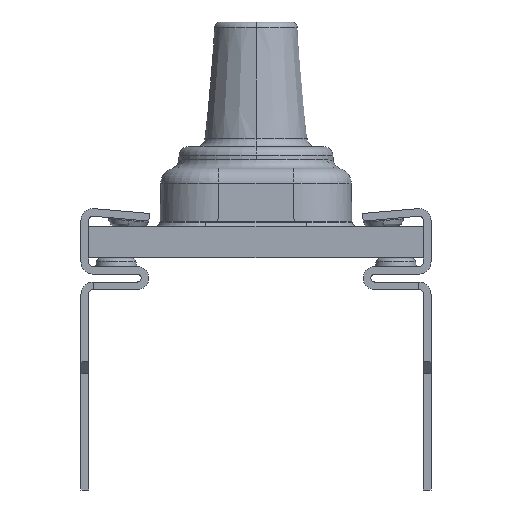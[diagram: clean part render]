
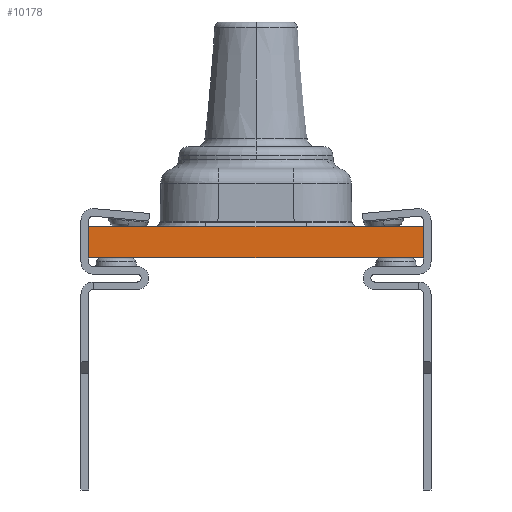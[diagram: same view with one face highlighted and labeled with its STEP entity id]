
A CAD part, front view. The second image highlights one B-rep face of the part: STEP entity #10178.
In plain terms, the highlighted planar face has unit normal (0, -1, 0).
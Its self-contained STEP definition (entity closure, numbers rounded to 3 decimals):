
#131=DIRECTION('',(-1.,0.,0.));
#132=VECTOR('',#131,11.);
#133=CARTESIAN_POINT('',(33.1,-44.,-1.02));
#134=LINE('',#133,#132);
#1697=DIRECTION('',(0.,0.,-1.));
#1698=VECTOR('',#1697,1.02);
#1699=CARTESIAN_POINT('',(33.1,-44.,0.));
#1700=LINE('',#1699,#1698);
#3313=DIRECTION('',(0.,0.,-1.));
#3314=VECTOR('',#3313,1.02);
#3315=CARTESIAN_POINT('',(22.1,-44.,0.));
#3316=LINE('',#3315,#3314);
#3317=DIRECTION('',(-1.,0.,0.));
#3318=VECTOR('',#3317,11.);
#3319=CARTESIAN_POINT('',(33.1,-44.,0.));
#3320=LINE('',#3319,#3318);
#4747=CARTESIAN_POINT('',(33.1,-44.,0.));
#4748=CARTESIAN_POINT('',(22.1,-44.,0.));
#4749=VERTEX_POINT('',#4747);
#4750=VERTEX_POINT('',#4748);
#4755=CARTESIAN_POINT('',(22.1,-44.,-1.02));
#4756=VERTEX_POINT('',#4755);
#4757=CARTESIAN_POINT('',(33.1,-44.,-1.02));
#4758=VERTEX_POINT('',#4757);
#10167=CARTESIAN_POINT('',(33.1,-44.,0.));
#10168=DIRECTION('',(0.,1.,0.));
#10169=DIRECTION('',(-1.,0.,0.));
#10170=AXIS2_PLACEMENT_3D('',#10167,#10168,#10169);
#10171=PLANE('',#10170);
#10172=ORIENTED_EDGE('',*,*,#7661,.F.);
#10173=ORIENTED_EDGE('',*,*,#6218,.F.);
#10174=ORIENTED_EDGE('',*,*,#7743,.T.);
#10175=ORIENTED_EDGE('',*,*,#6035,.T.);
#10176=EDGE_LOOP('',(#10172,#10173,#10174,#10175));
#10177=FACE_OUTER_BOUND('',#10176,.F.);
#10178=ADVANCED_FACE('',(#10177),#10171,.F.);
#6035=EDGE_CURVE('',#4758,#4756,#134,.T.);
#6218=EDGE_CURVE('',#4749,#4750,#3320,.T.);
#7661=EDGE_CURVE('',#4750,#4756,#3316,.T.);
#7743=EDGE_CURVE('',#4749,#4758,#1700,.T.);
